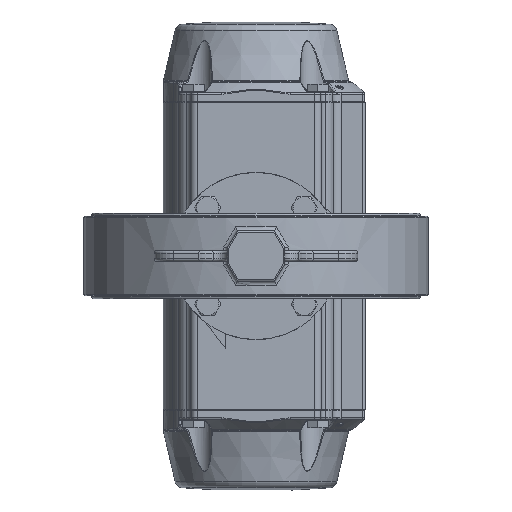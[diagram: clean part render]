
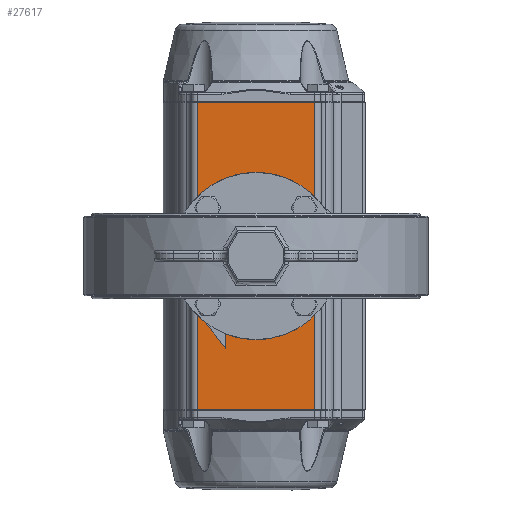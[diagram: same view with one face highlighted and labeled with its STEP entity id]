
A CAD part, front view. The second image highlights one B-rep face of the part: STEP entity #27617.
In plain terms, the highlighted planar face has unit normal (0, -1, 0).
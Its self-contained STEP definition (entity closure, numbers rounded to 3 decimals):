
#2144=LINE('',#50458,#3537);
#2200=LINE('',#50643,#3593);
#2294=LINE('',#50913,#3687);
#2295=LINE('',#50916,#3688);
#3537=VECTOR('',#34036,1000.);
#3593=VECTOR('',#34226,1000.);
#3687=VECTOR('',#34510,1000.);
#3688=VECTOR('',#34515,1000.);
#8990=ORIENTED_EDGE('',*,*,#14292,.F.);
#8991=ORIENTED_EDGE('',*,*,#14158,.T.);
#8992=ORIENTED_EDGE('',*,*,#14294,.T.);
#8993=ORIENTED_EDGE('',*,*,#14066,.T.);
#8994=ORIENTED_EDGE('',*,*,#14295,.F.);
#8995=ORIENTED_EDGE('',*,*,#14296,.F.);
#8996=ORIENTED_EDGE('',*,*,#14297,.F.);
#8997=ORIENTED_EDGE('',*,*,#14298,.F.);
#8998=ORIENTED_EDGE('',*,*,#14299,.F.);
#8999=ORIENTED_EDGE('',*,*,#14300,.F.);
#9000=ORIENTED_EDGE('',*,*,#14301,.F.);
#9001=ORIENTED_EDGE('',*,*,#14302,.F.);
#9002=ORIENTED_EDGE('',*,*,#14303,.T.);
#14066=EDGE_CURVE('',#17088,#17091,#2144,.T.);
#14158=EDGE_CURVE('',#17154,#17153,#2200,.T.);
#14292=EDGE_CURVE('',#17154,#17091,#2294,.T.);
#14294=EDGE_CURVE('',#17153,#17088,#2295,.T.);
#14295=EDGE_CURVE('',#17235,#17235,#18777,.T.);
#14296=EDGE_CURVE('',#17236,#17236,#18778,.T.);
#14297=EDGE_CURVE('',#17237,#17237,#18779,.T.);
#14298=EDGE_CURVE('',#17238,#17238,#18780,.T.);
#14299=EDGE_CURVE('',#17239,#17239,#18781,.T.);
#14300=EDGE_CURVE('',#17240,#17240,#18782,.T.);
#14301=EDGE_CURVE('',#17241,#17241,#18783,.T.);
#14302=EDGE_CURVE('',#17242,#17242,#18784,.T.);
#14303=EDGE_CURVE('',#17243,#17243,#18785,.T.);
#17088=VERTEX_POINT('',#50452);
#17091=VERTEX_POINT('',#50457);
#17153=VERTEX_POINT('',#50642);
#17154=VERTEX_POINT('',#50644);
#17235=VERTEX_POINT('',#50918);
#17236=VERTEX_POINT('',#50920);
#17237=VERTEX_POINT('',#50922);
#17238=VERTEX_POINT('',#50924);
#17239=VERTEX_POINT('',#50926);
#17240=VERTEX_POINT('',#50928);
#17241=VERTEX_POINT('',#50930);
#17242=VERTEX_POINT('',#50932);
#17243=VERTEX_POINT('',#50934);
#18777=CIRCLE('',#29711,3.4);
#18778=CIRCLE('',#29712,3.4);
#18779=CIRCLE('',#29713,3.4);
#18780=CIRCLE('',#29714,3.4);
#18781=CIRCLE('',#29715,4.25);
#18782=CIRCLE('',#29716,4.25);
#18783=CIRCLE('',#29717,4.25);
#18784=CIRCLE('',#29718,4.25);
#18785=CIRCLE('',#29719,27.5);
#20467=EDGE_LOOP('',(#8990,#8991,#8992,#8993));
#20468=EDGE_LOOP('',(#8994));
#20469=EDGE_LOOP('',(#8995));
#20470=EDGE_LOOP('',(#8996));
#20471=EDGE_LOOP('',(#8997));
#20472=EDGE_LOOP('',(#8998));
#20473=EDGE_LOOP('',(#8999));
#20474=EDGE_LOOP('',(#9000));
#20475=EDGE_LOOP('',(#9001));
#20476=EDGE_LOOP('',(#9002));
#22341=FACE_BOUND('',#20467,.T.);
#22342=FACE_BOUND('',#20468,.T.);
#22343=FACE_BOUND('',#20469,.T.);
#22344=FACE_BOUND('',#20470,.T.);
#22345=FACE_BOUND('',#20471,.T.);
#22346=FACE_BOUND('',#20472,.T.);
#22347=FACE_BOUND('',#20473,.T.);
#22348=FACE_BOUND('',#20474,.T.);
#22349=FACE_BOUND('',#20475,.T.);
#22350=FACE_BOUND('',#20476,.T.);
#23567=PLANE('',#29710);
#27617=ADVANCED_FACE('',(#22341,#22342,#22343,#22344,#22345,#22346,#22347,
#22348,#22349,#22350),#23567,.F.);
#29710=AXIS2_PLACEMENT_3D('',#50915,#34513,#34514);
#29711=AXIS2_PLACEMENT_3D('',#50917,#34516,#34517);
#29712=AXIS2_PLACEMENT_3D('',#50919,#34518,#34519);
#29713=AXIS2_PLACEMENT_3D('',#50921,#34520,#34521);
#29714=AXIS2_PLACEMENT_3D('',#50923,#34522,#34523);
#29715=AXIS2_PLACEMENT_3D('',#50925,#34524,#34525);
#29716=AXIS2_PLACEMENT_3D('',#50927,#34526,#34527);
#29717=AXIS2_PLACEMENT_3D('',#50929,#34528,#34529);
#29718=AXIS2_PLACEMENT_3D('',#50931,#34530,#34531);
#29719=AXIS2_PLACEMENT_3D('',#50933,#34532,#34533);
#34036=DIRECTION('',(1.,0.,0.));
#34226=DIRECTION('',(-1.,0.,0.));
#34510=DIRECTION('',(0.,0.,-1.));
#34513=DIRECTION('',(0.,1.,0.));
#34514=DIRECTION('',(0.,0.,1.));
#34515=DIRECTION('',(0.,0.,-1.));
#34516=DIRECTION('',(0.,-1.,0.));
#34517=DIRECTION('',(0.,0.,-1.));
#34518=DIRECTION('',(0.,-1.,0.));
#34519=DIRECTION('',(0.,0.,-1.));
#34520=DIRECTION('',(0.,-1.,0.));
#34521=DIRECTION('',(0.,0.,-1.));
#34522=DIRECTION('',(0.,-1.,0.));
#34523=DIRECTION('',(0.,0.,-1.));
#34524=DIRECTION('',(0.,-1.,0.));
#34525=DIRECTION('',(0.,0.,-1.));
#34526=DIRECTION('',(0.,-1.,0.));
#34527=DIRECTION('',(0.,0.,-1.));
#34528=DIRECTION('',(0.,-1.,0.));
#34529=DIRECTION('',(0.,0.,-1.));
#34530=DIRECTION('',(0.,-1.,0.));
#34531=DIRECTION('',(0.,0.,-1.));
#34532=DIRECTION('',(0.,1.,0.));
#34533=DIRECTION('',(0.,0.,1.));
#50452=CARTESIAN_POINT('',(-44.,-80.,-115.));
#50457=CARTESIAN_POINT('',(44.,-80.,-115.));
#50458=CARTESIAN_POINT('',(-44.,-80.,-115.));
#50642=CARTESIAN_POINT('',(-44.,-80.,115.));
#50643=CARTESIAN_POINT('',(-44.,-80.,115.));
#50644=CARTESIAN_POINT('',(44.,-80.,115.));
#50913=CARTESIAN_POINT('',(44.,-80.,115.5));
#50915=CARTESIAN_POINT('',(-44.,-80.,115.5));
#50916=CARTESIAN_POINT('',(-44.,-80.,115.5));
#50917=CARTESIAN_POINT('',(24.749,-80.,24.749));
#50918=CARTESIAN_POINT('',(24.749,-80.,21.349));
#50919=CARTESIAN_POINT('',(24.749,-80.,-24.749));
#50920=CARTESIAN_POINT('',(24.749,-80.,-28.149));
#50921=CARTESIAN_POINT('',(-24.749,-80.,-24.749));
#50922=CARTESIAN_POINT('',(-24.749,-80.,-28.149));
#50923=CARTESIAN_POINT('',(-24.749,-80.,24.749));
#50924=CARTESIAN_POINT('',(-24.749,-80.,21.349));
#50925=CARTESIAN_POINT('',(36.062,-80.,36.062));
#50926=CARTESIAN_POINT('',(36.062,-80.,31.812));
#50927=CARTESIAN_POINT('',(36.062,-80.,-36.062));
#50928=CARTESIAN_POINT('',(36.062,-80.,-40.312));
#50929=CARTESIAN_POINT('',(-36.062,-80.,-36.062));
#50930=CARTESIAN_POINT('',(-36.062,-80.,-40.312));
#50931=CARTESIAN_POINT('',(-36.062,-80.,36.062));
#50932=CARTESIAN_POINT('',(-36.062,-80.,31.812));
#50933=CARTESIAN_POINT('',(0.,-80.,0.));
#50934=CARTESIAN_POINT('',(0.,-80.,27.5));
